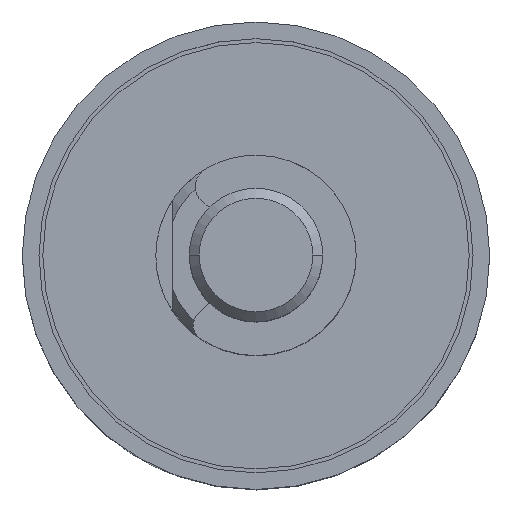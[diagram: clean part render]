
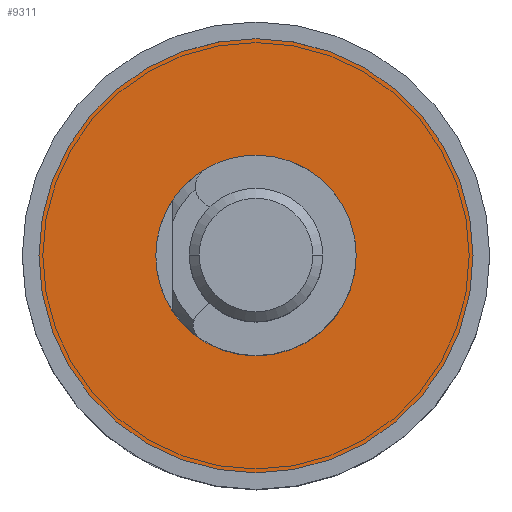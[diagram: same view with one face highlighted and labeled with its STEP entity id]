
A CAD part, top view. The second image highlights one B-rep face of the part: STEP entity #9311.
In plain terms, the highlighted planar face has unit normal (0, 0, 1).
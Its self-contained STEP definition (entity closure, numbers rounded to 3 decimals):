
#89 = DIRECTION ( 'NONE',  ( 0., 0., 1. ) ) ;
#109 = CIRCLE ( 'NONE', #11860, 3. ) ;
#587 = AXIS2_PLACEMENT_3D ( 'NONE', #3694, #89, #7461 ) ;
#878 = DIRECTION ( 'NONE',  ( 0., 0., 1. ) ) ;
#1750 = CIRCLE ( 'NONE', #2701, 3. ) ;
#2172 = CARTESIAN_POINT ( 'NONE',  ( 3., 0., 0.5 ) ) ;
#2184 = DIRECTION ( 'NONE',  ( -1., 0., 0. ) ) ;
#2295 = EDGE_CURVE ( 'NONE', #3908, #4464, #1750, .T. ) ;
#2701 = AXIS2_PLACEMENT_3D ( 'NONE', #4946, #10634, #2184 ) ;
#2728 = ORIENTED_EDGE ( 'NONE', *, *, #2295, .T. ) ;
#3347 = CARTESIAN_POINT ( 'NONE',  ( 0., 0., 0.5 ) ) ;
#3582 = VERTEX_POINT ( 'NONE', #9743 ) ;
#3694 = CARTESIAN_POINT ( 'NONE',  ( 0., 0., 0.5 ) ) ;
#3890 = FACE_OUTER_BOUND ( 'NONE', #5082, .T. ) ;
#3908 = VERTEX_POINT ( 'NONE', #8181 ) ;
#4288 = DIRECTION ( 'NONE',  ( 0., 0., -1. ) ) ;
#4464 = VERTEX_POINT ( 'NONE', #2172 ) ;
#4946 = CARTESIAN_POINT ( 'NONE',  ( 0., 0., 0.5 ) ) ;
#5082 = EDGE_LOOP ( 'NONE', ( #7567, #10639 ) ) ;
#5412 = AXIS2_PLACEMENT_3D ( 'NONE', #11166, #878, #7424 ) ;
#6339 = DIRECTION ( 'NONE',  ( 0., 0., 1. ) ) ;
#6863 = ORIENTED_EDGE ( 'NONE', *, *, #7889, .T. ) ;
#6914 = DIRECTION ( 'NONE',  ( -1., 0., 0. ) ) ;
#6929 = FACE_BOUND ( 'NONE', #7255, .T. ) ;
#7198 = CIRCLE ( 'NONE', #587, 6.5 ) ;
#7221 = AXIS2_PLACEMENT_3D ( 'NONE', #10030, #6339, #8177 ) ;
#7255 = EDGE_LOOP ( 'NONE', ( #2728, #6863 ) ) ;
#7424 = DIRECTION ( 'NONE',  ( 1., 0., 0. ) ) ;
#7461 = DIRECTION ( 'NONE',  ( 1., 0., 0. ) ) ;
#7567 = ORIENTED_EDGE ( 'NONE', *, *, #10205, .T. ) ;
#7889 = EDGE_CURVE ( 'NONE', #4464, #3908, #109, .T. ) ;
#8053 = EDGE_CURVE ( 'NONE', #9883, #3582, #11754, .T. ) ;
#8177 = DIRECTION ( 'NONE',  ( 1., 0., 0. ) ) ;
#8181 = CARTESIAN_POINT ( 'NONE',  ( -3., 0., 0.5 ) ) ;
#9311 = ADVANCED_FACE ( 'NONE', ( #6929, #3890 ), #11900, .T. ) ;
#9635 = CARTESIAN_POINT ( 'NONE',  ( -6.5, 0., 0.5 ) ) ;
#9743 = CARTESIAN_POINT ( 'NONE',  ( 6.5, 0., 0.5 ) ) ;
#9883 = VERTEX_POINT ( 'NONE', #9635 ) ;
#10030 = CARTESIAN_POINT ( 'NONE',  ( 3., 0., 0.5 ) ) ;
#10205 = EDGE_CURVE ( 'NONE', #3582, #9883, #7198, .T. ) ;
#10634 = DIRECTION ( 'NONE',  ( 0., 0., -1. ) ) ;
#10639 = ORIENTED_EDGE ( 'NONE', *, *, #8053, .T. ) ;
#11166 = CARTESIAN_POINT ( 'NONE',  ( 0., 0., 0.5 ) ) ;
#11754 = CIRCLE ( 'NONE', #5412, 6.5 ) ;
#11860 = AXIS2_PLACEMENT_3D ( 'NONE', #3347, #4288, #6914 ) ;
#11900 = PLANE ( 'NONE',  #7221 ) ;
